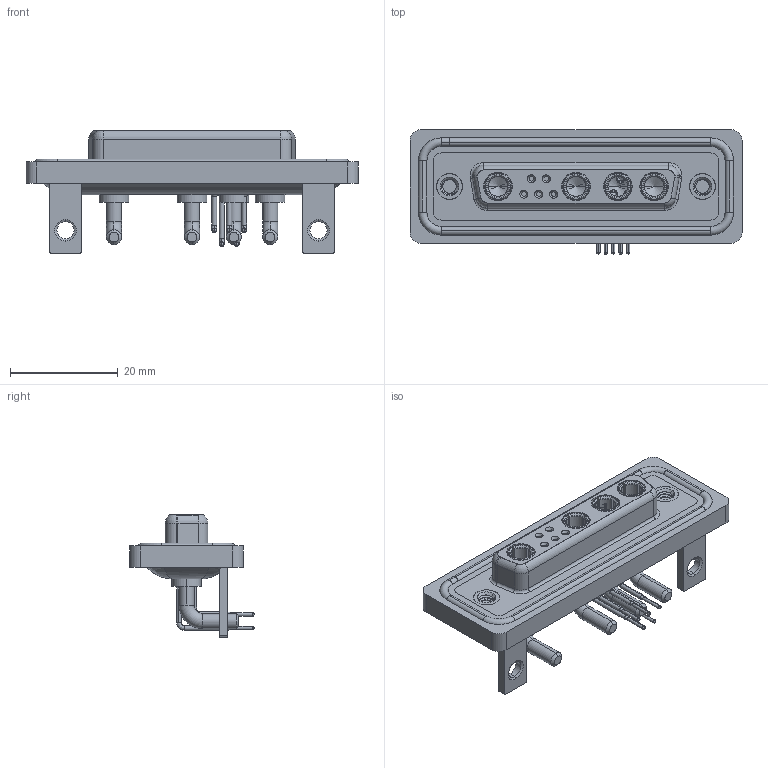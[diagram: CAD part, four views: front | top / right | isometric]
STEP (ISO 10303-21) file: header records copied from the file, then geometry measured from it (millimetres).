
FILE_DESCRIPTION (( 'STEP AP203' ), '1' );
FILE_NAME ('630W9W4-240-2NC.STEP', '2024-04-12T00:51:06', ( '' ), ( '' ), 'SwSTEP 2.0', 'SolidWorks 2023', '' );
FILE_SCHEMA (( 'CONFIG_CONTROL_DESIGN' ));
Length unit declared in the file: millimetre
Products named in the file (10): 630Combo Shell Front_25 Contacts; Power Socket_20A RA; 630Combo Contact Row 2_50 Contacts; 630Combo Housing_9W4; 630Combo Stabilizer Bracket_50 Contacts; 630Combo Contact Row 1_50 Contacts; 630Combo Waterproof Housing_25 Contacts; 630W9W4-240-2NC; 630Combo Threaded Rivet_A; 630Combo Shell Rear_25 Contacts
Assembly tree (17 placements, depth 2):
  630W9W4-240-2NC
    630Combo Housing_9W4
    630Combo Shell Front_25 Contacts
    630Combo Shell Rear_25 Contacts
    630Combo Threaded Rivet_A  x2
    630Combo Stabilizer Bracket_50 Contacts  x2
    Power Socket_20A RA  x4
    630Combo Contact Row 1_50 Contacts  x2
    630Combo Contact Row 2_50 Contacts  x3
    630Combo Waterproof Housing_25 Contacts
Bounding box: 61.75 x 23.12 x 22.8 mm (x, y, z)
Volume: 8810.6 mm3; surface area: 14785.4 mm2
Topology: 22 solids, 22 shells, 1005 faces, 2578 edges, 1639 vertices
Faces by surface type: cylinder 425, plane 316, cone 135, torus 95, bspline 34
Entity records: 21764 total; most frequent: CARTESIAN_POINT 5518, DIRECTION 3339, ORIENTED_EDGE 3042, EDGE_CURVE 1521, AXIS2_PLACEMENT_3D 1349, VERTEX_POINT 973, CIRCLE 733, EDGE_LOOP 692
